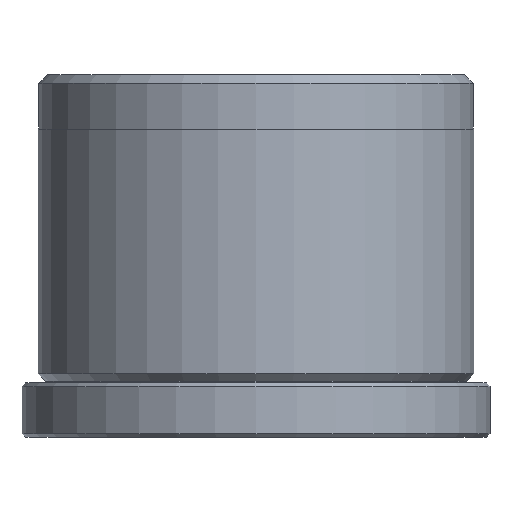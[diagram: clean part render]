
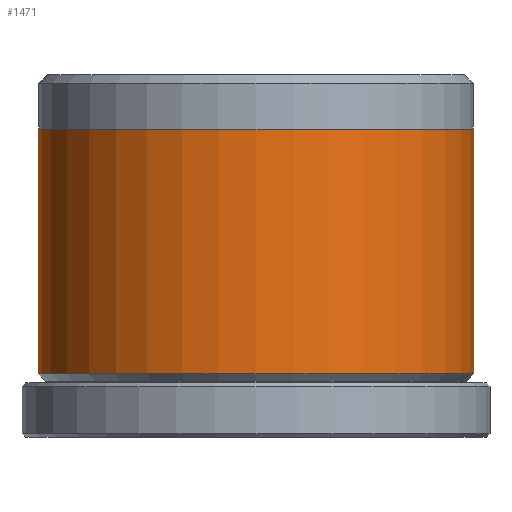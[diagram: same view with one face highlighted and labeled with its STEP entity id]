
A CAD part, front view. The second image highlights one B-rep face of the part: STEP entity #1471.
In plain terms, the highlighted cylindrical face has radius 12 mm (diameter 24 mm), a partial arc.
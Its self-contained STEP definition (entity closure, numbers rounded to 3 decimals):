
#45 = FACE_OUTER_BOUND ( 'NONE', #350, .T. ) ;
#59 = CARTESIAN_POINT ( 'NONE',  ( 12., 0., 3.5 ) ) ;
#63 = VERTEX_POINT ( 'NONE', #1729 ) ;
#232 = ORIENTED_EDGE ( 'NONE', *, *, #278, .F. ) ;
#278 = EDGE_CURVE ( 'NONE', #1950, #461, #930, .T. ) ;
#309 = CARTESIAN_POINT ( 'NONE',  ( 0., 0., 17. ) ) ;
#345 = ORIENTED_EDGE ( 'NONE', *, *, #793, .T. ) ;
#350 = EDGE_LOOP ( 'NONE', ( #1900, #1861, #345, #232 ) ) ;
#351 = DIRECTION ( 'NONE',  ( 0., 0., -1. ) ) ;
#415 = CARTESIAN_POINT ( 'NONE',  ( 12., 0., 20. ) ) ;
#461 = VERTEX_POINT ( 'NONE', #551 ) ;
#487 = DIRECTION ( 'NONE',  ( 1., 0., 0. ) ) ;
#506 = EDGE_CURVE ( 'NONE', #1581, #1950, #1535, .T. ) ;
#551 = CARTESIAN_POINT ( 'NONE',  ( -12., 0., 3.5 ) ) ;
#636 = CARTESIAN_POINT ( 'NONE',  ( 12., 0., 17. ) ) ;
#704 = CIRCLE ( 'NONE', #2015, 12. ) ;
#793 = EDGE_CURVE ( 'NONE', #63, #461, #1087, .T. ) ;
#930 = CIRCLE ( 'NONE', #1017, 12. ) ;
#1017 = AXIS2_PLACEMENT_3D ( 'NONE', #1541, #1533, #1523 ) ;
#1063 = VECTOR ( 'NONE', #351, 1000. ) ;
#1087 = LINE ( 'NONE', #1296, #1560 ) ;
#1212 = DIRECTION ( 'NONE',  ( 0., 0., -1. ) ) ;
#1279 = CYLINDRICAL_SURFACE ( 'NONE', #1322, 12. ) ;
#1296 = CARTESIAN_POINT ( 'NONE',  ( -12., 0., 20. ) ) ;
#1322 = AXIS2_PLACEMENT_3D ( 'NONE', #2119, #2126, #1428 ) ;
#1428 = DIRECTION ( 'NONE',  ( -1., 0., 0. ) ) ;
#1471 = ADVANCED_FACE ( 'NONE', ( #45 ), #1279, .T. ) ;
#1523 = DIRECTION ( 'NONE',  ( -1., 0., 0. ) ) ;
#1533 = DIRECTION ( 'NONE',  ( 0., 0., -1. ) ) ;
#1534 = DIRECTION ( 'NONE',  ( 0., 0., 1. ) ) ;
#1535 = LINE ( 'NONE', #415, #1063 ) ;
#1541 = CARTESIAN_POINT ( 'NONE',  ( 0., 0., 3.5 ) ) ;
#1560 = VECTOR ( 'NONE', #1212, 1000. ) ;
#1581 = VERTEX_POINT ( 'NONE', #636 ) ;
#1600 = EDGE_CURVE ( 'NONE', #63, #1581, #704, .T. ) ;
#1729 = CARTESIAN_POINT ( 'NONE',  ( -12., 0., 17. ) ) ;
#1861 = ORIENTED_EDGE ( 'NONE', *, *, #1600, .F. ) ;
#1900 = ORIENTED_EDGE ( 'NONE', *, *, #506, .F. ) ;
#1950 = VERTEX_POINT ( 'NONE', #59 ) ;
#2015 = AXIS2_PLACEMENT_3D ( 'NONE', #309, #1534, #487 ) ;
#2119 = CARTESIAN_POINT ( 'NONE',  ( 0., 0., 20. ) ) ;
#2126 = DIRECTION ( 'NONE',  ( 0., 0., -1. ) ) ;
